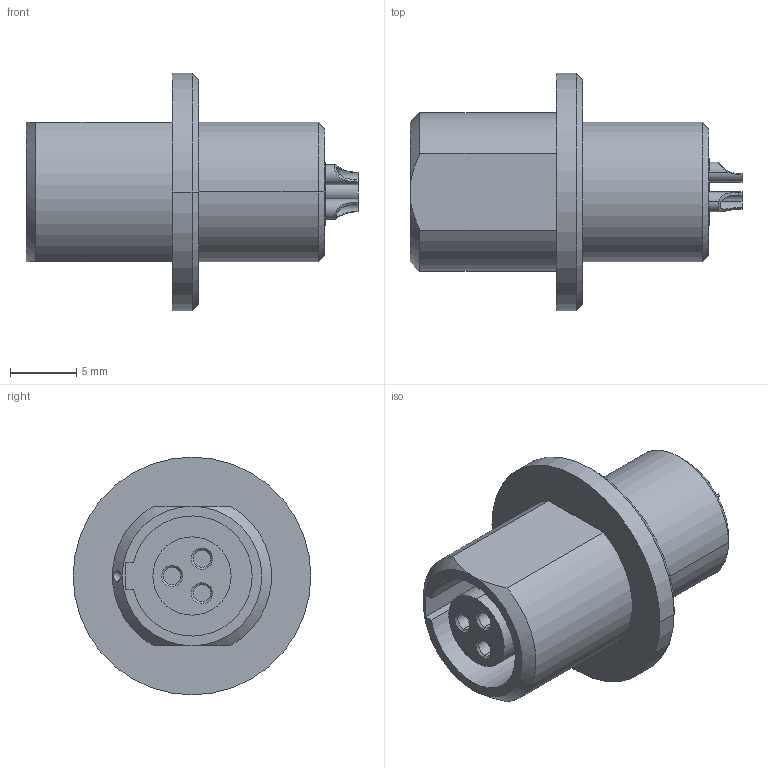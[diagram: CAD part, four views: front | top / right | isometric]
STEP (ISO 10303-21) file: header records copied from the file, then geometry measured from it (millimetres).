
FILE_DESCRIPTION((''),'2;1');
FILE_NAME('G81L0C-P03L','2014-02-04T',('RTrager'),(''),'PRO/ENGINEER BY PARAMETRIC TECHNOLOGY CORPORATION, 2013050','PRO/ENGINEER BY PARAMETRIC TECHNOLOGY CORPORATION, 2013050','');
FILE_SCHEMA(('CONFIG_CONTROL_DESIGN'));
Length unit declared in the file: millimetre
Products named in the file (1): G81L0C-P03L
Bounding box: 25 x 17.9 x 17.9 mm (x, y, z)
Volume: 1991.9 mm3; surface area: 2009.2 mm2
Topology: 1 solids, 1 shells, 78 faces, 184 edges, 118 vertices
Faces by surface type: cylinder 33, plane 24, cone 12, bspline 5, torus 3, sphere 1
Entity records: 2941 total; most frequent: CARTESIAN_POINT 1099, DIRECTION 384, ORIENTED_EDGE 364, EDGE_CURVE 182, AXIS2_PLACEMENT_3D 154, VERTEX_POINT 118, EDGE_LOOP 90, CIRCLE 81
